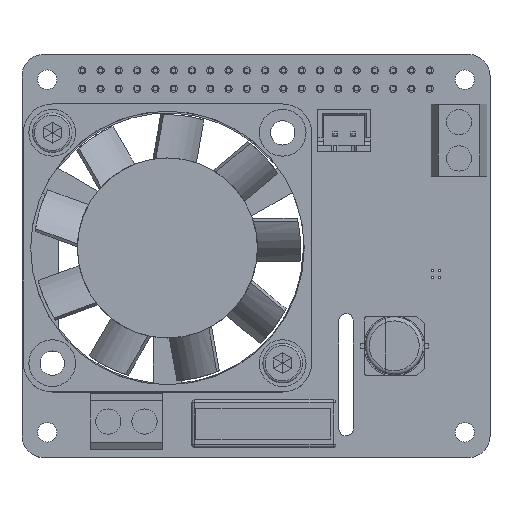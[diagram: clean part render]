
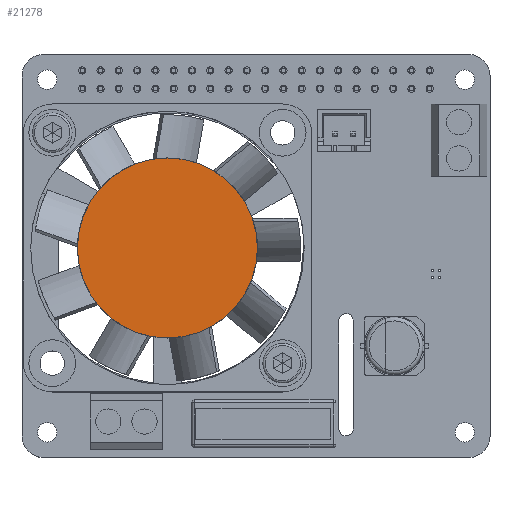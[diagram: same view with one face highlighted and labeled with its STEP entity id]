
A CAD part, top view. The second image highlights one B-rep face of the part: STEP entity #21278.
In plain terms, the highlighted planar face has unit normal (0, 0, 1).
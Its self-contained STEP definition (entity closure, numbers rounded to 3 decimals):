
#1440=PLANE('',#22904);
#2665=FACE_OUTER_BOUND('',#4075,.T.);
#4075=EDGE_LOOP('',(#19278));
#9333=CIRCLE('',#22903,12.5);
#11066=VERTEX_POINT('',#34810);
#13830=EDGE_CURVE('',#11066,#11066,#9333,.T.);
#19278=ORIENTED_EDGE('',*,*,#13830,.T.);
#21278=ADVANCED_FACE('',(#2665),#1440,.T.);
#22903=AXIS2_PLACEMENT_3D('',#34811,#28041,#28042);
#22904=AXIS2_PLACEMENT_3D('',#34814,#28045,#28046);
#28041=DIRECTION('center_axis',(0.,0.,1.));
#28042=DIRECTION('ref_axis',(-1.,0.,0.));
#28045=DIRECTION('center_axis',(0.,0.,1.));
#28046=DIRECTION('ref_axis',(-1.,0.,0.));
#34810=CARTESIAN_POINT('',(12.5,0.,9.5));
#34811=CARTESIAN_POINT('Origin',(0.,0.,9.5));
#34814=CARTESIAN_POINT('Origin',(0.,0.,9.5));
